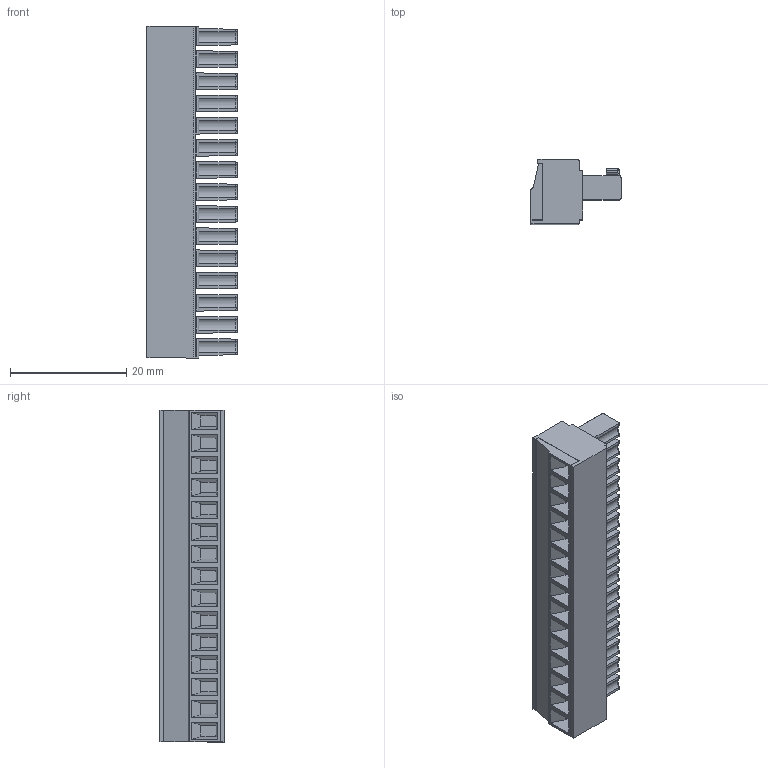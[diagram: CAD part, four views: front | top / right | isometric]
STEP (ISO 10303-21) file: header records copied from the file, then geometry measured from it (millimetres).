
FILE_DESCRIPTION(('STEP AP214'),'1');
FILE_NAME('SH15-3,81.stp','2018-11-19T09:26:17',(' '),(' '),'Spatial InterOp 3D',' ',' ');
FILE_SCHEMA(('AUTOMOTIVE_DESIGN { 1 0 10303 214 1 1 1 1 }'));
Length unit declared in the file: metre
Products named in the file (1): 1
Bounding box: 15.5 x 11.1 x 57.15 mm (x, y, z)
Volume: 5334.4 mm3; surface area: 6005.9 mm2
Topology: 1 solids, 1 shells, 1150 faces, 3039 edges, 1934 vertices
Faces by surface type: plane 771, cylinder 259, torus 45, cone 45, sphere 30
Full cylindrical faces by diameter (mm): 1.2 x15, 2.8 x15, 3 x15
Entity records: 43830 total; most frequent: CARTESIAN_POINT 6751, ORIENTED_EDGE 5744, DIRECTION 5658, EDGE_CURVE 2872, LINE 2140, VECTOR 2140, VERTEX_POINT 1887, AXIS2_PLACEMENT_3D 1759
